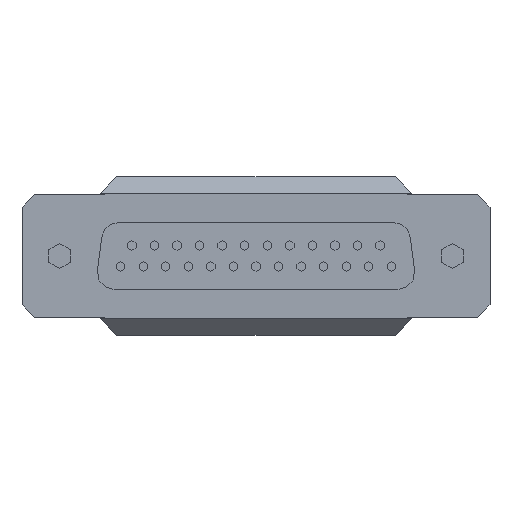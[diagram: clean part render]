
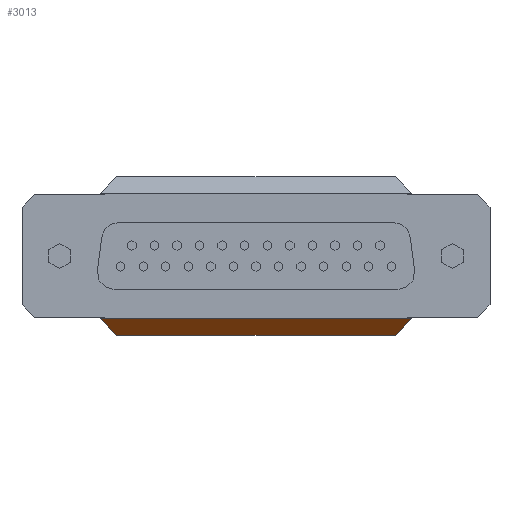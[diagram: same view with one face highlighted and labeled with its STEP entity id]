
A CAD part, front view. The second image highlights one B-rep face of the part: STEP entity #3013.
In plain terms, the highlighted planar face has unit normal (0, -0.707, -0.707).
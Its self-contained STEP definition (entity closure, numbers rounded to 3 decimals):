
#445 = ORIENTED_EDGE ( 'NONE', *, *, #2175, .F. ) ;
#466 = ORIENTED_EDGE ( 'NONE', *, *, #2262, .F. ) ;
#482 = ORIENTED_EDGE ( 'NONE', *, *, #2256, .T. ) ;
#488 = ORIENTED_EDGE ( 'NONE', *, *, #2026, .F. ) ;
#1189 = LINE ( 'NONE', #11018, #1198 ) ;
#1198 = VECTOR ( 'NONE', #11028, 1000. ) ;
#2026 = EDGE_CURVE ( 'NONE', #7698, #7695, #8985, .T. ) ;
#2175 = EDGE_CURVE ( 'NONE', #8346, #8345, #1189, .T. ) ;
#2256 = EDGE_CURVE ( 'NONE', #7698, #8345, #8856, .T. ) ;
#2262 = EDGE_CURVE ( 'NONE', #7695, #8346, #8857, .T. ) ;
#3013 = ADVANCED_FACE ( 'NONE', ( #5042 ), #6122, .T. ) ;
#3429 = DIRECTION ( 'NONE',  ( 0.577, 0.577, -0.577 ) ) ;
#3442 = CARTESIAN_POINT ( 'NONE',  ( -18.65, 0., -7.5 ) ) ;
#3489 = CARTESIAN_POINT ( 'NONE',  ( 3.1, 15.55, -23.05 ) ) ;
#3497 = DIRECTION ( 'NONE',  ( -0.577, 0.577, -0.577 ) ) ;
#5042 = FACE_OUTER_BOUND ( 'NONE', #9883, .T. ) ;
#5672 = AXIS2_PLACEMENT_3D ( 'NONE', #6106, #6127, #6108 ) ;
#6106 = CARTESIAN_POINT ( 'NONE',  ( -28., 0., -7.5 ) ) ;
#6108 = DIRECTION ( 'NONE',  ( 0., 0.707, -0.707 ) ) ;
#6122 = PLANE ( 'NONE',  #5672 ) ;
#6127 = DIRECTION ( 'NONE',  ( 0., -0.707, -0.707 ) ) ;
#6985 = CARTESIAN_POINT ( 'NONE',  ( 18.65, 0., -7.5 ) ) ;
#7014 = CARTESIAN_POINT ( 'NONE',  ( -18.65, 0., -7.5 ) ) ;
#7374 = CARTESIAN_POINT ( 'NONE',  ( -16.65, 2., -9.5 ) ) ;
#7382 = CARTESIAN_POINT ( 'NONE',  ( 16.65, 2., -9.5 ) ) ;
#7695 = VERTEX_POINT ( 'NONE', #6985 ) ;
#7698 = VERTEX_POINT ( 'NONE', #7014 ) ;
#8345 = VERTEX_POINT ( 'NONE', #7374 ) ;
#8346 = VERTEX_POINT ( 'NONE', #7382 ) ;
#8851 = VECTOR ( 'NONE', #3429, 1000. ) ;
#8856 = LINE ( 'NONE', #3442, #8851 ) ;
#8857 = LINE ( 'NONE', #3489, #8867 ) ;
#8867 = VECTOR ( 'NONE', #3497, 1000. ) ;
#8974 = VECTOR ( 'NONE', #10632, 1000. ) ;
#8985 = LINE ( 'NONE', #10634, #8974 ) ;
#9883 = EDGE_LOOP ( 'NONE', ( #482, #445, #466, #488 ) ) ;
#10632 = DIRECTION ( 'NONE',  ( 1., 0., 0. ) ) ;
#10634 = CARTESIAN_POINT ( 'NONE',  ( 18.65, 0., -7.5 ) ) ;
#11018 = CARTESIAN_POINT ( 'NONE',  ( -18.65, 2., -9.5 ) ) ;
#11028 = DIRECTION ( 'NONE',  ( -1., 0., 0. ) ) ;
